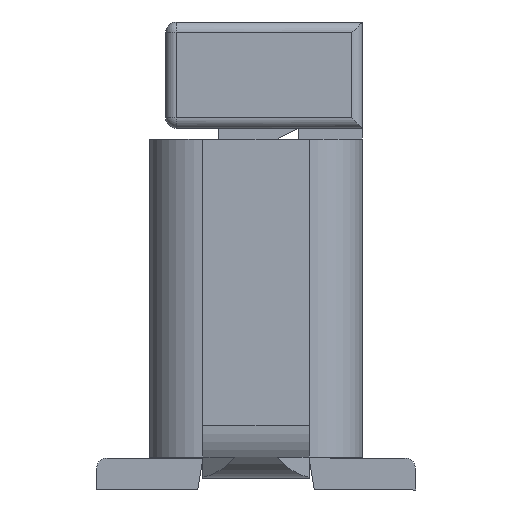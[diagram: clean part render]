
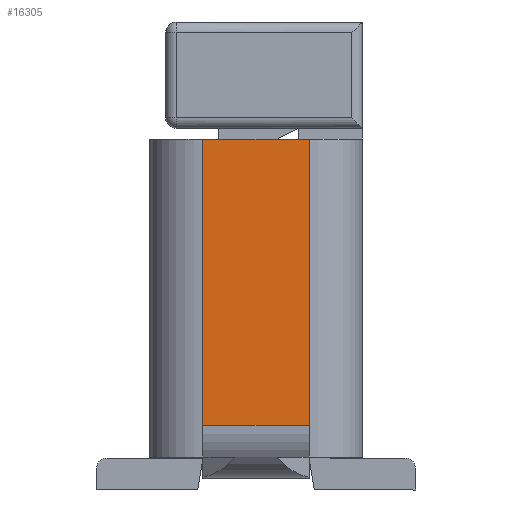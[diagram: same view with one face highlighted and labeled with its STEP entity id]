
A CAD part, left-side view. The second image highlights one B-rep face of the part: STEP entity #16305.
In plain terms, the highlighted planar face has unit normal (-1, 0, 0).
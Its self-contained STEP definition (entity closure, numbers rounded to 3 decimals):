
#491 = CARTESIAN_POINT ( 'NONE',  ( -9.75, -0.5, 0.61 ) ) ;
#512 = DIRECTION ( 'NONE',  ( 0., 0., 1. ) ) ;
#1644 = EDGE_CURVE ( 'NONE', #12638, #10796, #4080, .T. ) ;
#1675 = ORIENTED_EDGE ( 'NONE', *, *, #3720, .T. ) ;
#2030 = CARTESIAN_POINT ( 'NONE',  ( -9.75, -0.5, 3.3 ) ) ;
#3720 = EDGE_CURVE ( 'NONE', #28859, #35347, #9372, .T. ) ;
#4080 = LINE ( 'NONE', #10110, #34199 ) ;
#4247 = PLANE ( 'NONE',  #17487 ) ;
#6628 = LINE ( 'NONE', #37802, #31330 ) ;
#6698 = DIRECTION ( 'NONE',  ( 0., -1., 0. ) ) ;
#7070 = DIRECTION ( 'NONE',  ( 0., 1., 0. ) ) ;
#9372 = LINE ( 'NONE', #37556, #34762 ) ;
#10110 = CARTESIAN_POINT ( 'NONE',  ( -9.75, 0.5, 0.61 ) ) ;
#10796 = VERTEX_POINT ( 'NONE', #491 ) ;
#11141 = CARTESIAN_POINT ( 'NONE',  ( -9.75, 0.5, 0.61 ) ) ;
#12638 = VERTEX_POINT ( 'NONE', #11141 ) ;
#12803 = EDGE_LOOP ( 'NONE', ( #37572, #12813, #1675, #25339 ) ) ;
#12813 = ORIENTED_EDGE ( 'NONE', *, *, #36900, .T. ) ;
#15697 = DIRECTION ( 'NONE',  ( 0., 0., 1. ) ) ;
#16305 = ADVANCED_FACE ( 'NONE', ( #28221 ), #4247, .F. ) ;
#17487 = AXIS2_PLACEMENT_3D ( 'NONE', #22579, #34872, #7070 ) ;
#19031 = CARTESIAN_POINT ( 'NONE',  ( -9.75, 0.5, -2.381 ) ) ;
#20878 = CARTESIAN_POINT ( 'NONE',  ( -9.75, 0.5, 3.3 ) ) ;
#22579 = CARTESIAN_POINT ( 'NONE',  ( -9.75, -1., -2.381 ) ) ;
#24015 = EDGE_CURVE ( 'NONE', #12638, #35347, #28092, .T. ) ;
#24675 = DIRECTION ( 'NONE',  ( 0., 1., 0. ) ) ;
#25339 = ORIENTED_EDGE ( 'NONE', *, *, #24015, .F. ) ;
#28092 = LINE ( 'NONE', #19031, #34869 ) ;
#28221 = FACE_OUTER_BOUND ( 'NONE', #12803, .T. ) ;
#28859 = VERTEX_POINT ( 'NONE', #2030 ) ;
#31330 = VECTOR ( 'NONE', #15697, 1000. ) ;
#34199 = VECTOR ( 'NONE', #6698, 1000. ) ;
#34762 = VECTOR ( 'NONE', #24675, 1000. ) ;
#34869 = VECTOR ( 'NONE', #512, 1000. ) ;
#34872 = DIRECTION ( 'NONE',  ( 1., 0., 0. ) ) ;
#35347 = VERTEX_POINT ( 'NONE', #20878 ) ;
#36900 = EDGE_CURVE ( 'NONE', #10796, #28859, #6628, .T. ) ;
#37556 = CARTESIAN_POINT ( 'NONE',  ( -9.75, -1., 3.3 ) ) ;
#37572 = ORIENTED_EDGE ( 'NONE', *, *, #1644, .T. ) ;
#37802 = CARTESIAN_POINT ( 'NONE',  ( -9.75, -0.5, -2.381 ) ) ;
